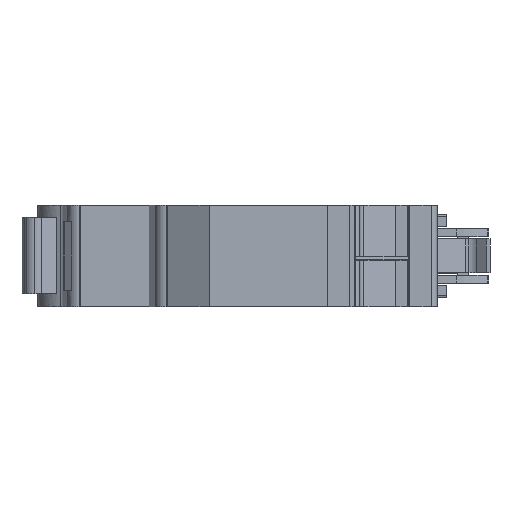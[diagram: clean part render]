
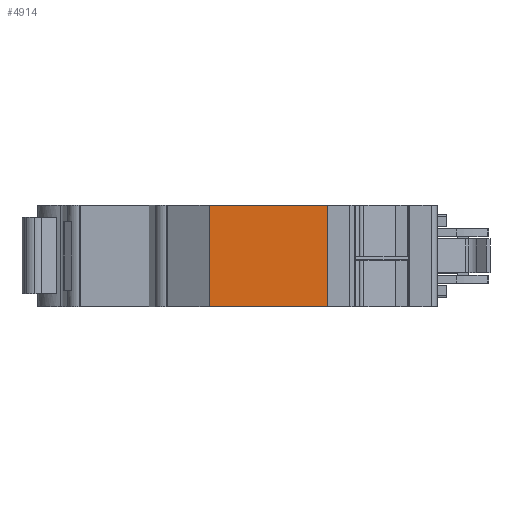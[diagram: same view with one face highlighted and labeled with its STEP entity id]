
A CAD part, left-side view. The second image highlights one B-rep face of the part: STEP entity #4914.
In plain terms, the highlighted planar face has unit normal (-1, 0, 0).
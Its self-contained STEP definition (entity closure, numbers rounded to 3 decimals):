
#333 = DIRECTION ( 'NONE',  ( 0., -1., 0. ) ) ;
#346 = CARTESIAN_POINT ( 'NONE',  ( -46.7, -23.503, -131.125 ) ) ;
#707 = PLANE ( 'NONE',  #2107 ) ;
#715 = EDGE_CURVE ( 'NONE', #4496, #1334, #2043, .T. ) ;
#1334 = VERTEX_POINT ( 'NONE', #4675 ) ;
#1375 = VECTOR ( 'NONE', #3622, 1000. ) ;
#1457 = CARTESIAN_POINT ( 'NONE',  ( -46.7, -43.674, -17.8 ) ) ;
#1630 = ORIENTED_EDGE ( 'NONE', *, *, #4688, .T. ) ;
#1840 = CARTESIAN_POINT ( 'NONE',  ( -46.7, -44.25, 0. ) ) ;
#1865 = VECTOR ( 'NONE', #333, 1000. ) ;
#1916 = DIRECTION ( 'NONE',  ( -1., 0., 0. ) ) ;
#2043 = LINE ( 'NONE', #1457, #5177 ) ;
#2079 = LINE ( 'NONE', #2575, #5085 ) ;
#2107 = AXIS2_PLACEMENT_3D ( 'NONE', #4382, #1916, #4791 ) ;
#2453 = CARTESIAN_POINT ( 'NONE',  ( -46.7, -23.503, -17.8 ) ) ;
#2575 = CARTESIAN_POINT ( 'NONE',  ( -46.7, -44.25, -131.125 ) ) ;
#2715 = LINE ( 'NONE', #4413, #1865 ) ;
#3206 = ORIENTED_EDGE ( 'NONE', *, *, #715, .T. ) ;
#3230 = VERTEX_POINT ( 'NONE', #1840 ) ;
#3379 = EDGE_CURVE ( 'NONE', #4968, #3230, #2715, .T. ) ;
#3384 = EDGE_LOOP ( 'NONE', ( #4836, #3206, #1630, #3523 ) ) ;
#3523 = ORIENTED_EDGE ( 'NONE', *, *, #3379, .F. ) ;
#3622 = DIRECTION ( 'NONE',  ( 0., 0., 1. ) ) ;
#3942 = FACE_OUTER_BOUND ( 'NONE', #3384, .T. ) ;
#4020 = CARTESIAN_POINT ( 'NONE',  ( -46.7, -23.503, 0. ) ) ;
#4303 = DIRECTION ( 'NONE',  ( 0., -1., 0. ) ) ;
#4382 = CARTESIAN_POINT ( 'NONE',  ( -46.7, -43.674, -131.125 ) ) ;
#4413 = CARTESIAN_POINT ( 'NONE',  ( -46.7, -43.674, 0. ) ) ;
#4496 = VERTEX_POINT ( 'NONE', #2453 ) ;
#4644 = LINE ( 'NONE', #346, #1375 ) ;
#4675 = CARTESIAN_POINT ( 'NONE',  ( -46.7, -44.25, -17.8 ) ) ;
#4688 = EDGE_CURVE ( 'NONE', #1334, #3230, #2079, .T. ) ;
#4791 = DIRECTION ( 'NONE',  ( 0., 0., 1. ) ) ;
#4836 = ORIENTED_EDGE ( 'NONE', *, *, #4958, .F. ) ;
#4914 = ADVANCED_FACE ( 'NONE', ( #3942 ), #707, .T. ) ;
#4958 = EDGE_CURVE ( 'NONE', #4496, #4968, #4644, .T. ) ;
#4968 = VERTEX_POINT ( 'NONE', #4020 ) ;
#5019 = DIRECTION ( 'NONE',  ( 0., 0., 1. ) ) ;
#5085 = VECTOR ( 'NONE', #5019, 1000. ) ;
#5177 = VECTOR ( 'NONE', #4303, 1000. ) ;
